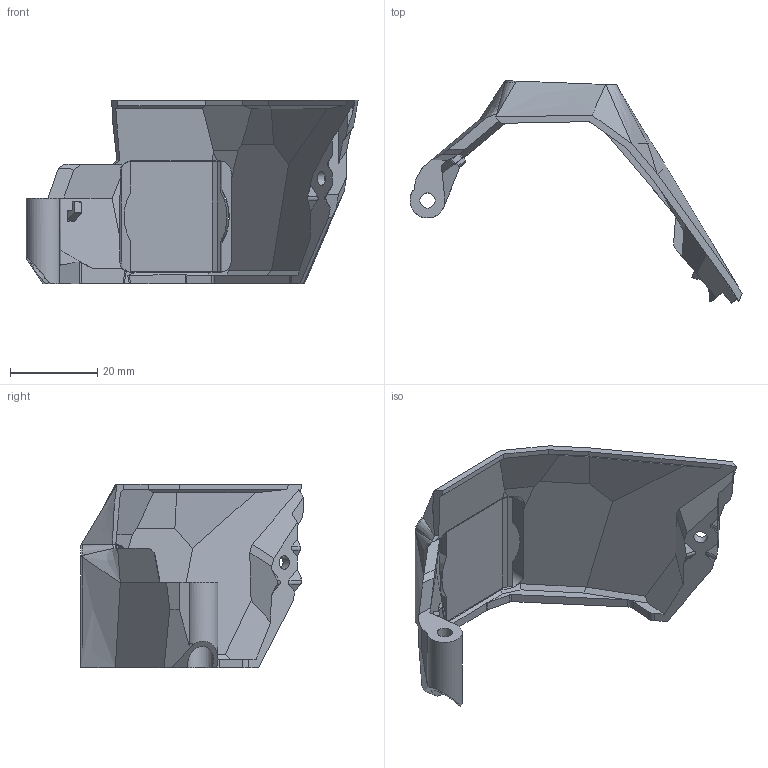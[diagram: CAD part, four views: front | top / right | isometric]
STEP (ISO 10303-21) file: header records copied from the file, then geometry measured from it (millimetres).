
FILE_DESCRIPTION(/* description */ ('STEP AP242','CAx-IF Rec.Pracs.---Representation and Presentation of Product Manufacturing Information (PMI)---4.0---2014-10-13','CAx-IF Rec.Pracs.---3D Tessellated Geometry---0.4---2014-09-14','2;1'),/* implementation_level */ '2;1');
FILE_NAME(/* name */ '660e6e7f7dd7ac5a7395d9ec',/* time_stamp */ '2024-04-04T09:10:23Z',/* author */ (''),/* organization */ (''),/* preprocessor_version */ 'ST-DEVELOPER v19.4',/* originating_system */ ' ',/* authorisation */ ' ');
FILE_SCHEMA (('AP242_MANAGED_MODEL_BASED_3D_ENGINEERING_MIM_LF { 1 0 10303 442 1 1 4 }'));
Length unit declared in the file: metre
Products named in the file (2): Cover; Support
Bounding box: 76.04 x 51 x 42.06 mm (x, y, z)
Volume: 11782.5 mm3; surface area: 12851.5 mm2
Topology: 2 solids, 2 shells, 216 faces, 586 edges, 374 vertices
Faces by surface type: plane 177, cylinder 22, bspline 15, cone 2
Full cylindrical faces by diameter (mm): 3.1 x1, 3.5 x1, 6 x2, 23.6 x1, 24 x1
Entity records: 7096 total; most frequent: CARTESIAN_POINT 1687, ORIENTED_EDGE 1148, DIRECTION 1030, EDGE_CURVE 574, LINE 486, VECTOR 486, VERTEX_POINT 369, AXIS2_PLACEMENT_3D 272
